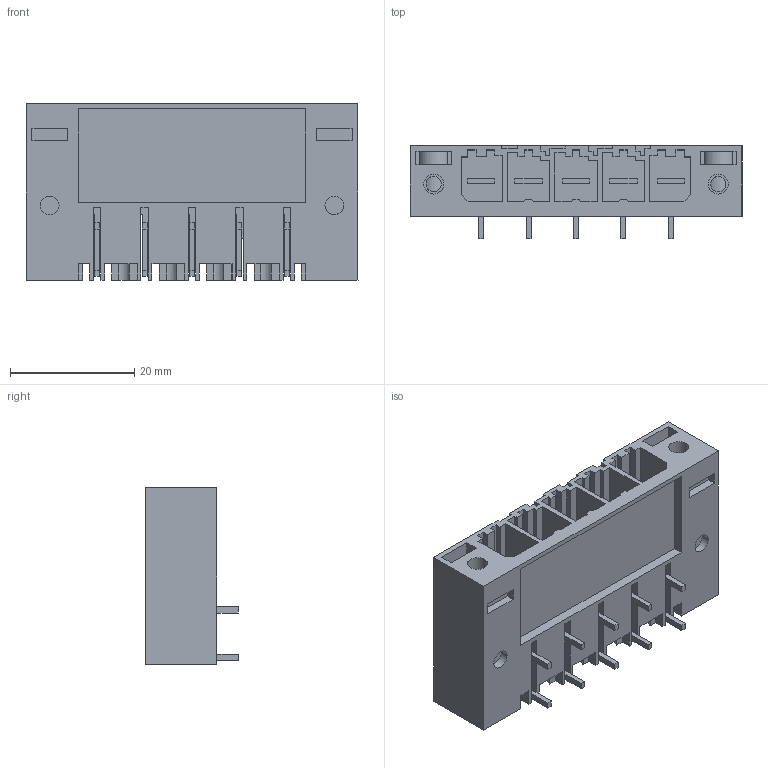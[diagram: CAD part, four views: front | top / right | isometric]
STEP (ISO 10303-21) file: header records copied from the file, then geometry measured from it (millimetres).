
FILE_DESCRIPTION(('CATIA V5 STEP Exchange','CAx-IF Rec.Pracs.--- Model Styling and Organization---1.2---2011-12-15'),'2;1');
FILE_NAME ('D1459390_0_1930520000_1930520000.stp','2017-04-28T06:52:55+00:00',('none'),('Weidmueller'),'CATIA Version 5-6 Release 2014','CATIA V5 STEP AP214','none');
FILE_SCHEMA(('AUTOMOTIVE_DESIGN { 1 0 10303 214 1 1 1 1 }'));
Length unit declared in the file: millimetre
Products named in the file (1): 1930520000
Bounding box: 53.34 x 14.9 x 28.3 mm (x, y, z)
Volume: 8439.5 mm3; surface area: 13274.8 mm2
Topology: 8 solids, 8 shells, 548 faces, 1575 edges, 1056 vertices
Faces by surface type: plane 498, cylinder 50
Entity records: 17447 total; most frequent: CARTESIAN_POINT 3162, ORIENTED_EDGE 3150, DIRECTION 2358, EDGE_CURVE 1575, VECTOR 1467, LINE 1467, VERTEX_POINT 1056, EDGE_LOOP 583
